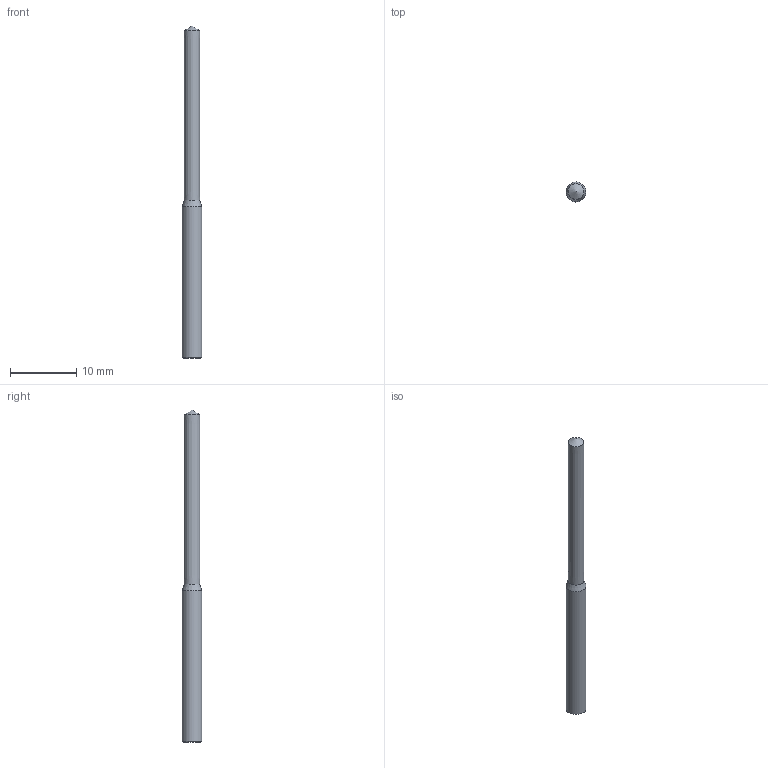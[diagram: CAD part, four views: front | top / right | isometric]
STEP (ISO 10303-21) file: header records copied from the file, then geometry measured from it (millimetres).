
FILE_DESCRIPTION(/* description */ (''),/* implementation_level */ '2;1');
FILE_NAME(/* name */ 'tb_20210315_123617_as_1.stp',/* time_stamp */ '2021-03-15T12:38:57+01:00',/* author */ (''),/* organization */ ('SMS'),/* preprocessor_version */ 'ST-DEVELOPER v16.7',/* originating_system */ 'SIEMENS PLM Software NX 12.0',/* authorisation */ '');
FILE_SCHEMA (('AUTOMOTIVE_DESIGN { 1 0 10303 214 3 1 1 1 }'));
Length unit declared in the file: millimetre
Products named in the file (1): TB_20210315_123617_AS_1
Bounding box: 3 x 3 x 50 mm (x, y, z)
Volume: 278.9 mm3; surface area: 424 mm2
Topology: 1 solids, 1 shells, 6 faces, 35 edges, 54 vertices
Faces by surface type: cone 4, plane 1, cylinder 1
Full cylindrical faces by diameter (mm): 3 x1
Entity records: 363 total; most frequent: DIRECTION 47, CARTESIAN_POINT 42, STYLED_ITEM 25, PRESENTATION_STYLE_ASSIGNMENT 25, CURVE_STYLE 23, DRAUGHTING_PRE_DEFINED_CURVE_FONT 23, TRIMMED_CURVE 23, LINE 23
